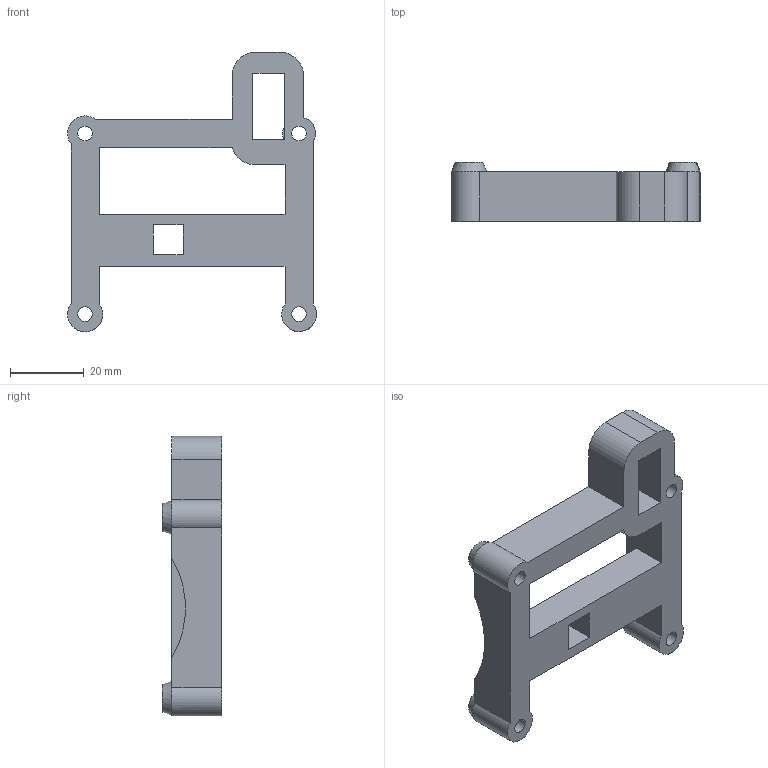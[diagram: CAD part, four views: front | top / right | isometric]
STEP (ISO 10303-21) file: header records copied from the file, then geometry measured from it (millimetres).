
FILE_DESCRIPTION(/* description */ (''),/* implementation_level */ '2;1');
FILE_NAME(/* name */ 'pi-mount.step',/* time_stamp */ '2023-02-14T20:02:09-06:00',/* author */ (''),/* organization */ (''),/* preprocessor_version */ 'ST-DEVELOPER v19.2',/* originating_system */ 'Autodesk Translation Framework v11.17.0.187',/* authorisation */ '');
FILE_SCHEMA (('AUTOMOTIVE_DESIGN { 1 0 10303 214 3 1 1 }'));
Length unit declared in the file: inch
Products named in the file (2): Extra-components; Pi-Mount-V3
Assembly tree (1 placements, depth 2):
  Extra-components
    Pi-Mount-V3
Bounding box: 67.48 x 16 x 75.79 mm (x, y, z)
Volume: 25879.5 mm3; surface area: 11789.7 mm2
Topology: 1 solids, 1 shells, 45 faces, 125 edges, 80 vertices
Faces by surface type: plane 29, cylinder 12, cone 4
Full cylindrical faces by diameter (mm): 3.969 x4
Entity records: 1527 total; most frequent: DIRECTION 259, CARTESIAN_POINT 253, ORIENTED_EDGE 250, EDGE_CURVE 125, LINE 87, VECTOR 87, AXIS2_PLACEMENT_3D 86, VERTEX_POINT 80
